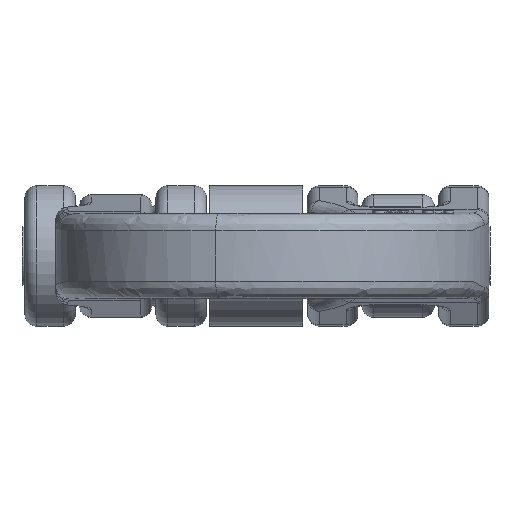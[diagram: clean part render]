
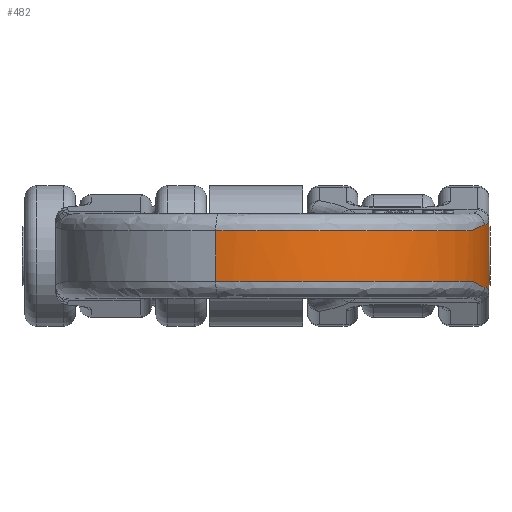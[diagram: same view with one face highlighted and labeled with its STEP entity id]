
A CAD part, front view. The second image highlights one B-rep face of the part: STEP entity #482.
In plain terms, the highlighted cylindrical face has radius 20 mm (diameter 40 mm), a partial arc.
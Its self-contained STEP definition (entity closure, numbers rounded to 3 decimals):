
#412=(
BOUNDED_CURVE()
B_SPLINE_CURVE(3,(#6638,#6639,#6640,#6641,#6642,#6643,#6644,#6645,#6646,
#6647,#6648,#6649),.UNSPECIFIED.,.F.,.F.)
B_SPLINE_CURVE_WITH_KNOTS((4,2,2,2,2,4),(0.,0.125,0.188,0.25,0.5,1.),
 .UNSPECIFIED.)
CURVE()
GEOMETRIC_REPRESENTATION_ITEM()
RATIONAL_B_SPLINE_CURVE((1.,1.,1.,1.,1.,1.,1.,1.,1.,1.,1.,1.))
REPRESENTATION_ITEM('')
);
#482=ADVANCED_FACE('',(#828),#755,.T.);
#755=CYLINDRICAL_SURFACE('',#4707,20.);
#828=FACE_OUTER_BOUND('',#1092,.T.);
#1092=EDGE_LOOP('',(#2269,#2270,#2271,#2272,#2273,#2274,#2275,#2276));
#1395=ELLIPSE('',#4705,20.36,20.);
#1396=ELLIPSE('',#4706,20.36,20.);
#1457=B_SPLINE_CURVE_WITH_KNOTS('',3,(#6603,#6604,#6605,#6606),
 .UNSPECIFIED.,.F.,.F.,(4,4),(0.,1.),.UNSPECIFIED.);
#1458=B_SPLINE_CURVE_WITH_KNOTS('',3,(#6608,#6609,#6610,#6611,#6612,#6613,
#6614,#6615,#6616,#6617,#6618,#6619,#6620,#6621,#6622,#6623,#6624,#6625,
#6626,#6627,#6628,#6629,#6630,#6631,#6632,#6633,#6634,#6635,#6636,#6637),
 .UNSPECIFIED.,.F.,.F.,(4,2,2,2,2,2,2,2,2,2,2,2,2,2,4),(0.,0.031,
0.062,0.094,0.109,0.117,
0.125,0.187,0.219,0.234,
0.242,0.246,0.25,0.5,
1.),.UNSPECIFIED.);
#1459=B_SPLINE_CURVE_WITH_KNOTS('',3,(#6651,#6652,#6653,#6654),
 .UNSPECIFIED.,.F.,.F.,(4,4),(0.,1.),.UNSPECIFIED.);
#1686=LINE('',#6389,#1902);
#1716=LINE('',#6559,#1932);
#1902=VECTOR('',#5072,1.);
#1932=VECTOR('',#5176,1.);
#2269=ORIENTED_EDGE('',*,*,#3905,.F.);
#2270=ORIENTED_EDGE('',*,*,#3972,.T.);
#2271=ORIENTED_EDGE('',*,*,#3973,.T.);
#2272=ORIENTED_EDGE('',*,*,#3974,.T.);
#2273=ORIENTED_EDGE('',*,*,#3969,.T.);
#2274=ORIENTED_EDGE('',*,*,#3975,.F.);
#2275=ORIENTED_EDGE('',*,*,#3976,.F.);
#2276=ORIENTED_EDGE('',*,*,#3977,.F.);
#3496=VERTEX_POINT('',#6384);
#3498=VERTEX_POINT('',#6388);
#3557=VERTEX_POINT('',#6560);
#3558=VERTEX_POINT('',#6561);
#3559=VERTEX_POINT('',#6602);
#3560=VERTEX_POINT('',#6607);
#3561=VERTEX_POINT('',#6650);
#3562=VERTEX_POINT('',#6655);
#3905=EDGE_CURVE('',#3498,#3496,#1686,.T.);
#3969=EDGE_CURVE('',#3557,#3558,#1716,.T.);
#3972=EDGE_CURVE('',#3498,#3559,#1395,.T.);
#3973=EDGE_CURVE('',#3559,#3560,#1457,.T.);
#3974=EDGE_CURVE('',#3560,#3557,#1458,.T.);
#3975=EDGE_CURVE('',#3561,#3558,#412,.T.);
#3976=EDGE_CURVE('',#3562,#3561,#1459,.T.);
#3977=EDGE_CURVE('',#3496,#3562,#1396,.T.);
#4705=AXIS2_PLACEMENT_3D('',#6601,#5179,#5180);
#4706=AXIS2_PLACEMENT_3D('',#6656,#5181,#5182);
#4707=AXIS2_PLACEMENT_3D('',#6657,#5183,#5184);
#5072=DIRECTION('',(0.,0.,-1.));
#5176=DIRECTION('',(0.,0.,-1.));
#5179=DIRECTION('',(0.,0.187,-0.982));
#5180=DIRECTION('',(0.,-0.982,-0.187));
#5181=DIRECTION('',(0.,-0.187,-0.982));
#5182=DIRECTION('',(0.,-0.982,0.187));
#5183=DIRECTION('',(0.,0.,-1.));
#5184=DIRECTION('',(-1.,0.,0.));
#6384=CARTESIAN_POINT('',(34.4,-9.55,-3.084));
#6388=CARTESIAN_POINT('',(34.4,-9.55,3.084));
#6389=CARTESIAN_POINT('',(34.4,-9.55,25.));
#6559=CARTESIAN_POINT('',(11.067,-29.271,25.));
#6560=CARTESIAN_POINT('',(11.067,-29.271,2.15));
#6561=CARTESIAN_POINT('',(11.067,-29.271,-2.15));
#6601=CARTESIAN_POINT('',(14.4,-9.55,3.084));
#6602=CARTESIAN_POINT('',(34.39,-10.187,2.962));
#6603=CARTESIAN_POINT('',(34.39,-10.187,2.962));
#6604=CARTESIAN_POINT('',(34.355,-11.292,2.752));
#6605=CARTESIAN_POINT('',(34.228,-12.396,2.65));
#6606=CARTESIAN_POINT('',(34.006,-13.499,2.65));
#6607=CARTESIAN_POINT('',(34.006,-13.499,2.65));
#6608=CARTESIAN_POINT('',(34.006,-13.499,2.65));
#6609=CARTESIAN_POINT('',(33.961,-13.726,2.65));
#6610=CARTESIAN_POINT('',(33.902,-13.996,2.632));
#6611=CARTESIAN_POINT('',(33.75,-14.619,2.56));
#6612=CARTESIAN_POINT('',(33.668,-14.93,2.513));
#6613=CARTESIAN_POINT('',(33.405,-15.798,2.353));
#6614=CARTESIAN_POINT('',(33.278,-16.164,2.291));
#6615=CARTESIAN_POINT('',(33.111,-16.615,2.223));
#6616=CARTESIAN_POINT('',(33.06,-16.75,2.204));
#6617=CARTESIAN_POINT('',(32.99,-16.927,2.183));
#6618=CARTESIAN_POINT('',(32.968,-16.982,2.177));
#6619=CARTESIAN_POINT('',(32.927,-17.085,2.168));
#6620=CARTESIAN_POINT('',(32.892,-17.168,2.162));
#6621=CARTESIAN_POINT('',(32.865,-17.235,2.157));
#6622=CARTESIAN_POINT('',(32.735,-17.564,2.155));
#6623=CARTESIAN_POINT('',(32.322,-18.433,2.152));
#6624=CARTESIAN_POINT('',(32.147,-18.785,2.151));
#6625=CARTESIAN_POINT('',(31.81,-19.396,2.15));
#6626=CARTESIAN_POINT('',(31.686,-19.614,2.15));
#6627=CARTESIAN_POINT('',(31.479,-19.959,2.15));
#6628=CARTESIAN_POINT('',(31.406,-20.077,2.15));
#6629=CARTESIAN_POINT('',(31.292,-20.259,2.15));
#6630=CARTESIAN_POINT('',(31.253,-20.321,2.15));
#6631=CARTESIAN_POINT('',(31.172,-20.445,2.15));
#6632=CARTESIAN_POINT('',(31.112,-20.538,2.15));
#6633=CARTESIAN_POINT('',(29.676,-22.712,2.15));
#6634=CARTESIAN_POINT('',(27.845,-24.577,2.15));
#6635=CARTESIAN_POINT('',(21.502,-28.938,2.15));
#6636=CARTESIAN_POINT('',(16.127,-30.126,2.15));
#6637=CARTESIAN_POINT('',(11.067,-29.271,2.15));
#6638=CARTESIAN_POINT('',(34.006,-13.499,-2.65));
#6639=CARTESIAN_POINT('',(33.753,-14.757,-2.65));
#6640=CARTESIAN_POINT('',(33.378,-15.99,-2.235));
#6641=CARTESIAN_POINT('',(32.645,-17.769,-2.124));
#6642=CARTESIAN_POINT('',(32.372,-18.35,-2.15));
#6643=CARTESIAN_POINT('',(31.771,-19.484,-2.15));
#6644=CARTESIAN_POINT('',(31.443,-20.036,-2.15));
#6645=CARTESIAN_POINT('',(29.676,-22.712,-2.15));
#6646=CARTESIAN_POINT('',(27.845,-24.577,-2.15));
#6647=CARTESIAN_POINT('',(21.502,-28.938,-2.15));
#6648=CARTESIAN_POINT('',(16.14,-30.128,-2.15));
#6649=CARTESIAN_POINT('',(11.067,-29.271,-2.15));
#6650=CARTESIAN_POINT('',(34.006,-13.499,-2.65));
#6651=CARTESIAN_POINT('',(34.39,-10.187,-2.962));
#6652=CARTESIAN_POINT('',(34.355,-11.292,-2.752));
#6653=CARTESIAN_POINT('',(34.228,-12.396,-2.65));
#6654=CARTESIAN_POINT('',(34.006,-13.499,-2.65));
#6655=CARTESIAN_POINT('',(34.39,-10.187,-2.962));
#6656=CARTESIAN_POINT('',(14.4,-9.55,-3.084));
#6657=CARTESIAN_POINT('',(14.4,-9.55,25.));
